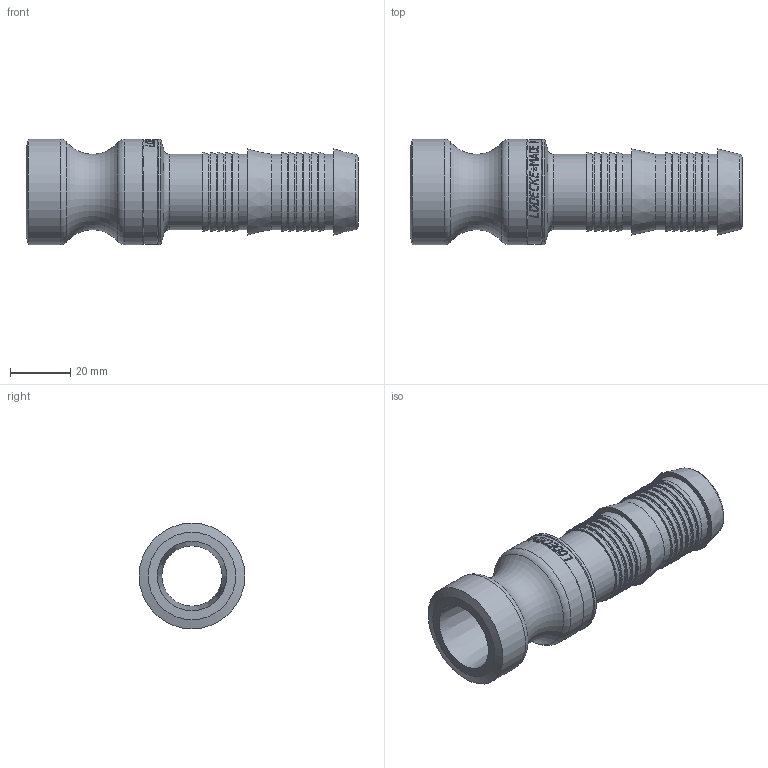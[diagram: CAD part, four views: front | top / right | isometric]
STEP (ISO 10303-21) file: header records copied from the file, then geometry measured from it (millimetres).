
FILE_DESCRIPTION(/* description */ ('SCHLAUCHSTECKER SLW 25'),/* implementation_level */ '2;1');
FILE_NAME(/* name */ 'VST 25.stp',/* time_stamp */ '2020-04-15T12:37:35+02:00',/* author */ ('ertl'),/* organization */ (''),/* preprocessor_version */ 'ST-DEVELOPER v17',/* originating_system */ 'Autodesk Inventor 2018',/* authorisation */ '35158,83 mm^3');
FILE_SCHEMA (('AUTOMOTIVE_DESIGN { 1 0 10303 214 3 1 1 }'));
Length unit declared in the file: millimetre
Products named in the file (1): 20060811B0000000-00
Bounding box: 110 x 35 x 35 mm (x, y, z)
Volume: 35026.9 mm3; surface area: 19198.5 mm2
Topology: 1 solids, 1 shells, 538 faces, 1509 edges, 1018 vertices
Faces by surface type: bspline 337, plane 125, cylinder 52, cone 19, torus 5
Full cylindrical faces by diameter (mm): 20 x1, 25 x13, 34.5 x1, 35 x3
Entity records: 63824 total; most frequent: CARTESIAN_POINT 51670, ORIENTED_EDGE 3018, EDGE_CURVE 1509, DIRECTION 1332, VERTEX_POINT 1018, B_SPLINE_CURVE_WITH_KNOTS 777, EDGE_LOOP 585, STYLED_ITEM 539
